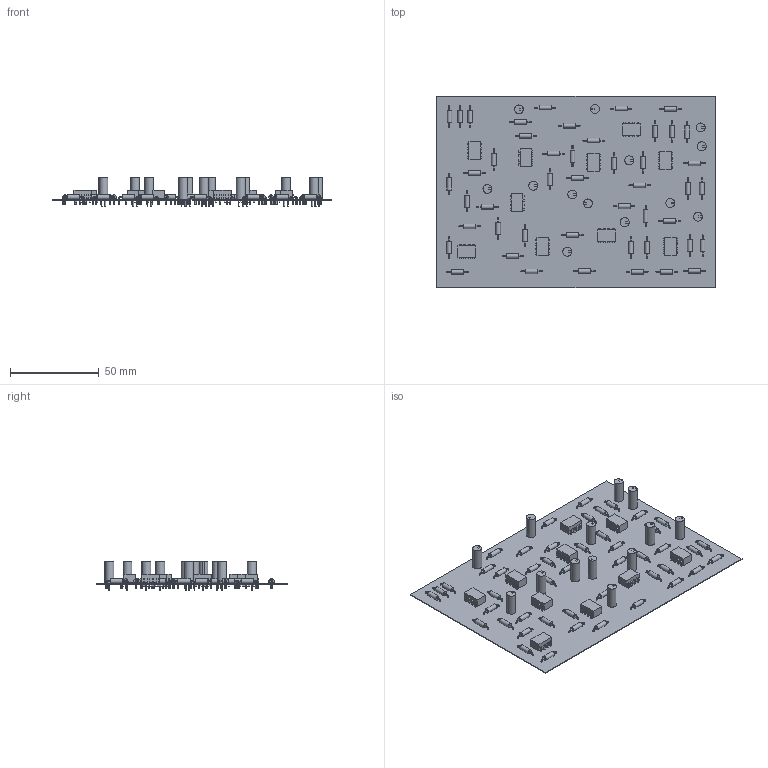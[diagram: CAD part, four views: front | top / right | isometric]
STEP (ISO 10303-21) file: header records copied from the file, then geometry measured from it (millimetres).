
FILE_DESCRIPTION(('Open CASCADE Model'),'2;1');
FILE_NAME('Open CASCADE Shape Model','2023-02-10T21:31:02',('Author'),( 'Open CASCADE'),'Open CASCADE STEP processor 6.8','Open CASCADE 6.8' ,'Unknown');
FILE_SCHEMA(('AUTOMOTIVE_DESIGN { 1 0 10303 214 1 1 1 1 }'));
Length unit declared in the file: millimetre
Products named in the file (91): PCB; Board; Open CASCADE STEP translator 6.8 1.1.1; U10; 5895056880; Extruded; 5895056720; 5895056560; 5895056400; U9; 6066595552; 6068059552; 6068059712; 6068059872; U8; U7; U6; U5; U4; U3; U2; U1; R47; YAG_CFR25_YAG; R46; R45; R44; R43; R42; R41; R40; R39; R38; R37; R36; R35; R34; R33; R32; R31 ...
Assembly tree (390 placements, depth 4):
  PCB
    Board
      Open CASCADE STEP translator 6.8 1.1.1
    U10
      5895056880
        Extruded
      5895056720  x8
        Extruded
      5895056560  x8
        Extruded
      5895056400  x8
        Extruded
    U9
      6066595552
        Extruded
      6068059552  x8
        Extruded
      6068059712  x8
        Extruded
      6068059872  x8
        Extruded
    U8
      5895056880
        Extruded
      5895056720  x8
        Extruded
      5895056560  x8
        Extruded
      5895056400  x8
        Extruded
    U7
      6066595552
        Extruded
      6068059552  x8
        Extruded
      6068059712  x8
        Extruded
      6068059872  x8
        Extruded
    U6
      5895056880
        Extruded
      5895056720  x8
        Extruded
      5895056560  x8
        Extruded
      5895056400  x8
        Extruded
    U5
      5895056880
        Extruded
      5895056720  x8
        Extruded
      5895056560  x8
        Extruded
      5895056400  x8
        Extruded
    U4
      5895056880
        Extruded
Bounding box: 157.1 x 107.82 x 16.58 mm (x, y, z)
Volume: 15201.1 mm3; surface area: 45815.6 mm2
Topology: 444 solids, 444 shells, 2620 faces, 4820 edges, 3088 vertices
Faces by surface type: plane 1944, cylinder 488, torus 188
Full cylindrical faces by diameter (mm): 0.508 x26, 2.591 x47, 5.004 x13
Entity records: 6617 total; most frequent: DIRECTION 1156, CARTESIAN_POINT 759, AXIS2_PLACEMENT_3D 513, PRODUCT_DEFINITION_SHAPE 481, CONTEXT_DEPENDENT_SHAPE_REPRESENTATION 390, ITEM_DEFINED_TRANSFORMATION 390, NEXT_ASSEMBLY_USAGE_OCCURRENCE 390, ORIENTED_EDGE 332
